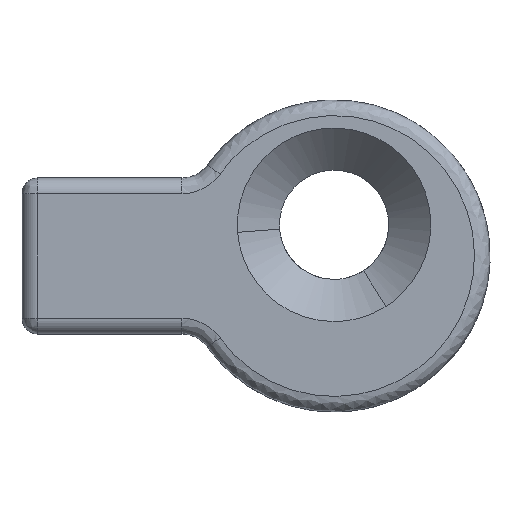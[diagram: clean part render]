
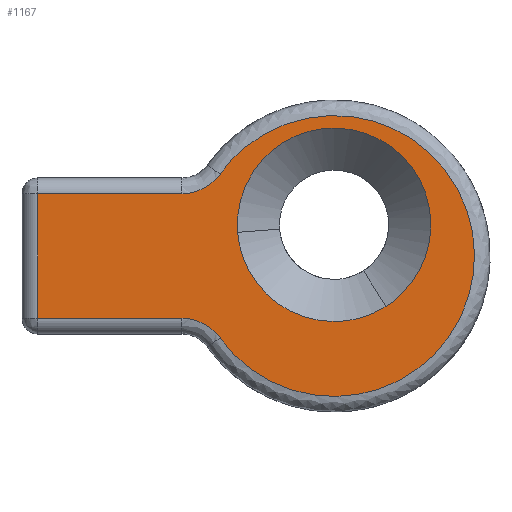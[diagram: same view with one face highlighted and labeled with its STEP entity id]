
A CAD part, front view. The second image highlights one B-rep face of the part: STEP entity #1167.
In plain terms, the highlighted free-form (B-spline) face has degree [1, 1] with [2, 2] control points.
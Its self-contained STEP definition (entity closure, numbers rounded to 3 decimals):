
#85=CARTESIAN_POINT('',(1.667,-6.,-1.613));
#86=VERTEX_POINT('',#85);
#92=CARTESIAN_POINT('',(0.0,-6.,4.1));
#93=VERTEX_POINT('',#92);
#94=CARTESIAN_POINT('',(0.0,-6.,4.1));
#95=CARTESIAN_POINT('',(3.1,-6.,4.1));
#96=CARTESIAN_POINT('',(3.1,-6.,1.));
#97=CARTESIAN_POINT('',(3.1,-6.,-0.699));
#98=CARTESIAN_POINT('',(1.667,-6.,-1.613));
#106=(BOUNDED_CURVE()B_SPLINE_CURVE(2,(#94,#95,#96,#97,#98),.UNSPECIFIED.,.F.,.U.)B_SPLINE_CURVE_WITH_KNOTS((3,2,3),(0.0,0.25,0.408),.UNSPECIFIED.)CURVE()GEOMETRIC_REPRESENTATION_ITEM()RATIONAL_B_SPLINE_CURVE((1.0,0.707,1.0,0.815,0.864))REPRESENTATION_ITEM(''));
#107=EDGE_CURVE('',#93,#86,#106,.T.);
#109=CARTESIAN_POINT('',(-3.09,-6.,0.757));
#110=VERTEX_POINT('',#109);
#111=CARTESIAN_POINT('',(-3.09,-6.,0.757));
#112=CARTESIAN_POINT('',(-3.1,-6.,0.878));
#113=CARTESIAN_POINT('',(-3.1,-6.,1.));
#114=CARTESIAN_POINT('',(-3.1,-6.,4.1));
#115=CARTESIAN_POINT('',(0.0,-6.,4.1));
#123=(BOUNDED_CURVE()B_SPLINE_CURVE(2,(#111,#112,#113,#114,#115),.UNSPECIFIED.,.F.,.U.)B_SPLINE_CURVE_WITH_KNOTS((3,2,3),(0.736,0.75,1.0),.UNSPECIFIED.)CURVE()GEOMETRIC_REPRESENTATION_ITEM()RATIONAL_B_SPLINE_CURVE((0.97,0.984,1.0,0.707,1.0))REPRESENTATION_ITEM(''));
#124=EDGE_CURVE('',#110,#93,#123,.T.);
#228=CARTESIAN_POINT('',(0.0,-6.,-2.1));
#229=VERTEX_POINT('',#228);
#230=CARTESIAN_POINT('',(0.0,-6.,-2.1));
#231=CARTESIAN_POINT('',(-2.866,-6.,-2.1));
#232=CARTESIAN_POINT('',(-3.09,-6.,0.757));
#240=(BOUNDED_CURVE()B_SPLINE_CURVE(2,(#230,#231,#232),.UNSPECIFIED.,.F.,.U.)B_SPLINE_CURVE_WITH_KNOTS((3,3),(0.5,0.736),.UNSPECIFIED.)CURVE()GEOMETRIC_REPRESENTATION_ITEM()RATIONAL_B_SPLINE_CURVE((1.0,0.723,0.97))REPRESENTATION_ITEM(''));
#241=EDGE_CURVE('',#229,#110,#240,.T.);
#243=CARTESIAN_POINT('',(1.667,-6.,-1.613));
#244=CARTESIAN_POINT('',(0.905,-6.,-2.1));
#245=CARTESIAN_POINT('',(0.0,-6.,-2.1));
#253=(BOUNDED_CURVE()B_SPLINE_CURVE(2,(#243,#244,#245),.UNSPECIFIED.,.F.,.U.)B_SPLINE_CURVE_WITH_KNOTS((3,3),(0.408,0.5),.UNSPECIFIED.)CURVE()GEOMETRIC_REPRESENTATION_ITEM()RATIONAL_B_SPLINE_CURVE((0.864,0.892,1.0))REPRESENTATION_ITEM(''));
#254=EDGE_CURVE('',#86,#229,#253,.T.);
#407=CARTESIAN_POINT('',(-4.873,-6.,2.));
#408=VERTEX_POINT('',#407);
#422=CARTESIAN_POINT('',(-3.655,-6.,2.625));
#423=VERTEX_POINT('',#422);
#424=CARTESIAN_POINT('',(-3.655,-6.,2.625));
#425=CARTESIAN_POINT('',(-4.104,-6.,2.));
#426=CARTESIAN_POINT('',(-4.873,-6.,2.));
#434=(BOUNDED_CURVE()B_SPLINE_CURVE(2,(#424,#425,#426),.UNSPECIFIED.,.F.,.U.)CURVE()GEOMETRIC_REPRESENTATION_ITEM()QUASI_UNIFORM_CURVE()RATIONAL_B_SPLINE_CURVE((1.0,0.89,1.0))REPRESENTATION_ITEM(''));
#435=EDGE_CURVE('',#423,#408,#434,.T.);
#497=CARTESIAN_POINT('',(-3.655,-6.,-2.625));
#498=VERTEX_POINT('',#497);
#534=CARTESIAN_POINT('',(-3.655,-6.,-2.625));
#535=CARTESIAN_POINT('',(-1.742,-6.,-5.288));
#536=CARTESIAN_POINT('',(1.379,-6.,-4.284));
#537=CARTESIAN_POINT('',(4.5,-6.,-3.279));
#538=CARTESIAN_POINT('',(4.5,-6.,0.));
#539=CARTESIAN_POINT('',(4.5,-6.,3.279));
#540=CARTESIAN_POINT('',(1.379,-6.,4.284));
#541=CARTESIAN_POINT('',(-1.742,-6.,5.288));
#542=CARTESIAN_POINT('',(-3.655,-6.,2.625));
#550=(BOUNDED_CURVE()B_SPLINE_CURVE(2,(#534,#535,#536,#537,#538,#539,#540,#541,#542),.UNSPECIFIED.,.F.,.U.)B_SPLINE_CURVE_WITH_KNOTS((3,2,2,2,3),(0.0,0.25,0.5,0.75,1.0),.UNSPECIFIED.)CURVE()GEOMETRIC_REPRESENTATION_ITEM()RATIONAL_B_SPLINE_CURVE((1.0,0.808,1.0,0.808,1.0,0.808,1.0,0.808,1.0))REPRESENTATION_ITEM(''));
#551=EDGE_CURVE('',#498,#423,#550,.T.);
#572=CARTESIAN_POINT('',(-9.5,-6.,2.));
#573=VERTEX_POINT('',#572);
#587=CARTESIAN_POINT('',(-4.873,-6.,2.));
#588=CARTESIAN_POINT('',(-9.5,-6.,2.));
#589=QUASI_UNIFORM_CURVE('',1,(#587,#588),.UNSPECIFIED.,.F.,.U.);
#590=EDGE_CURVE('',#408,#573,#589,.T.);
#618=CARTESIAN_POINT('',(-4.873,-6.,-2.0));
#619=VERTEX_POINT('',#618);
#649=CARTESIAN_POINT('',(-4.873,-6.,-2.0));
#650=CARTESIAN_POINT('',(-4.104,-6.,-2.));
#651=CARTESIAN_POINT('',(-3.655,-6.,-2.625));
#659=(BOUNDED_CURVE()B_SPLINE_CURVE(2,(#649,#650,#651),.UNSPECIFIED.,.F.,.U.)CURVE()GEOMETRIC_REPRESENTATION_ITEM()QUASI_UNIFORM_CURVE()RATIONAL_B_SPLINE_CURVE((1.0,0.89,1.0))REPRESENTATION_ITEM(''));
#660=EDGE_CURVE('',#619,#498,#659,.T.);
#735=CARTESIAN_POINT('',(-9.5,-6.,-2.0));
#736=VERTEX_POINT('',#735);
#758=CARTESIAN_POINT('',(-9.5,-6.,-2.0));
#759=CARTESIAN_POINT('',(-4.873,-6.,-2.0));
#760=QUASI_UNIFORM_CURVE('',1,(#758,#759),.UNSPECIFIED.,.F.,.U.);
#761=EDGE_CURVE('',#736,#619,#760,.T.);
#795=CARTESIAN_POINT('',(-9.5,-6.,2.));
#796=CARTESIAN_POINT('',(-9.5,-6.,-2.0));
#797=QUASI_UNIFORM_CURVE('',1,(#795,#796),.UNSPECIFIED.,.F.,.U.);
#798=EDGE_CURVE('',#573,#736,#797,.T.);
#1148=CARTESIAN_POINT('',(-10.199,-6.,4.941));
#1149=CARTESIAN_POINT('',(5.199,-6.,4.941));
#1150=CARTESIAN_POINT('',(-10.199,-6.,-4.941));
#1151=CARTESIAN_POINT('',(5.199,-6.,-4.941));
#1152=B_SPLINE_SURFACE_WITH_KNOTS('',1,1,((#1148,#1150),(#1149,#1151)),.UNSPECIFIED.,.F.,.F.,.U.,(2,2),(2,2),(0.0,15.399),(0.0,9.882),.UNSPECIFIED.);
#1153=ORIENTED_EDGE('',*,*,#551,.T.);
#1154=ORIENTED_EDGE('',*,*,#435,.T.);
#1155=ORIENTED_EDGE('',*,*,#590,.T.);
#1156=ORIENTED_EDGE('',*,*,#798,.T.);
#1157=ORIENTED_EDGE('',*,*,#761,.T.);
#1158=ORIENTED_EDGE('',*,*,#660,.T.);
#1159=EDGE_LOOP('',(#1153,#1154,#1155,#1156,#1157,#1158));
#1160=FACE_OUTER_BOUND('',#1159,.T.);
#1161=ORIENTED_EDGE('',*,*,#241,.T.);
#1162=ORIENTED_EDGE('',*,*,#124,.T.);
#1163=ORIENTED_EDGE('',*,*,#107,.T.);
#1164=ORIENTED_EDGE('',*,*,#254,.T.);
#1165=EDGE_LOOP('',(#1161,#1162,#1163,#1164));
#1166=FACE_BOUND('',#1165,.T.);
#1167=ADVANCED_FACE('',(#1160,#1166),#1152,.F.);
